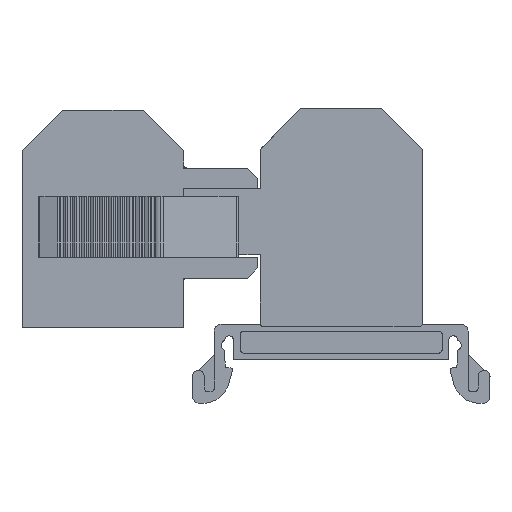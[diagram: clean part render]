
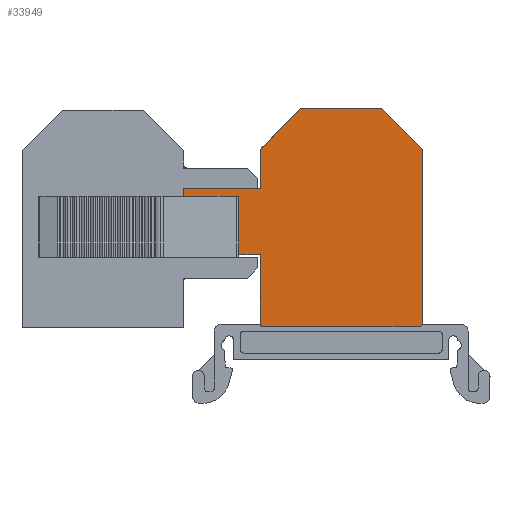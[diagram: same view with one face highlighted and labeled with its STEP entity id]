
A CAD part, front view. The second image highlights one B-rep face of the part: STEP entity #33949.
In plain terms, the highlighted planar face has unit normal (0, -1, 0).
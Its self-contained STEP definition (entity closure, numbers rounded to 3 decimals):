
#1081=CIRCLE('',#35847,0.3);
#1082=CIRCLE('',#35848,0.3);
#4985=ORIENTED_EDGE('',*,*,#11279,.F.);
#4986=ORIENTED_EDGE('',*,*,#9707,.T.);
#4987=ORIENTED_EDGE('',*,*,#11118,.T.);
#4988=ORIENTED_EDGE('',*,*,#11280,.F.);
#4989=ORIENTED_EDGE('',*,*,#11281,.T.);
#4990=ORIENTED_EDGE('',*,*,#11282,.F.);
#4991=ORIENTED_EDGE('',*,*,#11283,.F.);
#4992=ORIENTED_EDGE('',*,*,#11284,.F.);
#4993=ORIENTED_EDGE('',*,*,#11285,.F.);
#4994=ORIENTED_EDGE('',*,*,#11286,.F.);
#4995=ORIENTED_EDGE('',*,*,#11126,.T.);
#4996=ORIENTED_EDGE('',*,*,#9720,.T.);
#4997=ORIENTED_EDGE('',*,*,#11287,.F.);
#4998=ORIENTED_EDGE('',*,*,#11288,.F.);
#4999=ORIENTED_EDGE('',*,*,#11289,.F.);
#5000=ORIENTED_EDGE('',*,*,#11290,.F.);
#5001=ORIENTED_EDGE('',*,*,#11291,.F.);
#5002=ORIENTED_EDGE('',*,*,#11292,.F.);
#5003=ORIENTED_EDGE('',*,*,#11293,.F.);
#5004=ORIENTED_EDGE('',*,*,#11294,.F.);
#5005=ORIENTED_EDGE('',*,*,#11295,.F.);
#5006=ORIENTED_EDGE('',*,*,#11296,.F.);
#9707=EDGE_CURVE('',#13454,#13453,#15795,.T.);
#9720=EDGE_CURVE('',#13466,#13465,#15806,.T.);
#11118=EDGE_CURVE('',#13453,#14344,#16736,.T.);
#11126=EDGE_CURVE('',#14346,#13466,#16744,.T.);
#11279=EDGE_CURVE('',#13454,#14444,#16860,.T.);
#11280=EDGE_CURVE('',#14445,#14344,#16861,.T.);
#11281=EDGE_CURVE('',#14445,#14446,#16862,.T.);
#11282=EDGE_CURVE('',#14447,#14446,#16863,.T.);
#11283=EDGE_CURVE('',#14448,#14447,#16864,.T.);
#11284=EDGE_CURVE('',#14449,#14448,#16865,.T.);
#11285=EDGE_CURVE('',#14450,#14449,#16866,.T.);
#11286=EDGE_CURVE('',#14346,#14450,#16867,.T.);
#11287=EDGE_CURVE('',#14451,#13465,#16868,.T.);
#11288=EDGE_CURVE('',#14452,#14451,#16869,.T.);
#11289=EDGE_CURVE('',#14453,#14452,#1081,.T.);
#11290=EDGE_CURVE('',#14454,#14453,#16870,.T.);
#11291=EDGE_CURVE('',#14455,#14454,#1082,.T.);
#11292=EDGE_CURVE('',#14456,#14455,#16871,.T.);
#11293=EDGE_CURVE('',#14457,#14456,#16872,.T.);
#11294=EDGE_CURVE('',#14458,#14457,#16873,.T.);
#11295=EDGE_CURVE('',#14459,#14458,#16874,.T.);
#11296=EDGE_CURVE('',#14444,#14459,#16875,.T.);
#13453=VERTEX_POINT('',#45557);
#13454=VERTEX_POINT('',#45559);
#13465=VERTEX_POINT('',#45583);
#13466=VERTEX_POINT('',#45585);
#14344=VERTEX_POINT('',#48518);
#14346=VERTEX_POINT('',#48529);
#14444=VERTEX_POINT('',#48833);
#14445=VERTEX_POINT('',#48835);
#14446=VERTEX_POINT('',#48837);
#14447=VERTEX_POINT('',#48839);
#14448=VERTEX_POINT('',#48841);
#14449=VERTEX_POINT('',#48843);
#14450=VERTEX_POINT('',#48845);
#14451=VERTEX_POINT('',#48848);
#14452=VERTEX_POINT('',#48850);
#14453=VERTEX_POINT('',#48852);
#14454=VERTEX_POINT('',#48854);
#14455=VERTEX_POINT('',#48856);
#14456=VERTEX_POINT('',#48858);
#14457=VERTEX_POINT('',#48860);
#14458=VERTEX_POINT('',#48862);
#14459=VERTEX_POINT('',#48864);
#15795=LINE('',#45558,#18621);
#15806=LINE('',#45584,#18632);
#16736=LINE('',#48519,#19562);
#16744=LINE('',#48528,#19570);
#16860=LINE('',#48832,#19686);
#16861=LINE('',#48834,#19687);
#16862=LINE('',#48836,#19688);
#16863=LINE('',#48838,#19689);
#16864=LINE('',#48840,#19690);
#16865=LINE('',#48842,#19691);
#16866=LINE('',#48844,#19692);
#16867=LINE('',#48846,#19693);
#16868=LINE('',#48847,#19694);
#16869=LINE('',#48849,#19695);
#16870=LINE('',#48853,#19696);
#16871=LINE('',#48857,#19697);
#16872=LINE('',#48859,#19698);
#16873=LINE('',#48861,#19699);
#16874=LINE('',#48863,#19700);
#16875=LINE('',#48865,#19701);
#18621=VECTOR('',#37951,1000.);
#18632=VECTOR('',#37968,1000.);
#19562=VECTOR('',#40710,1000.);
#19570=VECTOR('',#40718,1000.);
#19686=VECTOR('',#41014,1000.);
#19687=VECTOR('',#41015,1000.);
#19688=VECTOR('',#41016,1000.);
#19689=VECTOR('',#41017,1000.);
#19690=VECTOR('',#41018,1000.);
#19691=VECTOR('',#41019,1000.);
#19692=VECTOR('',#41020,1000.);
#19693=VECTOR('',#41021,1000.);
#19694=VECTOR('',#41022,1000.);
#19695=VECTOR('',#41023,1000.);
#19696=VECTOR('',#41026,1000.);
#19697=VECTOR('',#41029,1000.);
#19698=VECTOR('',#41030,1000.);
#19699=VECTOR('',#41031,1000.);
#19700=VECTOR('',#41032,1000.);
#19701=VECTOR('',#41033,1000.);
#21472=EDGE_LOOP('',(#4985,#4986,#4987,#4988,#4989,#4990,#4991,#4992,#4993,
#4994,#4995,#4996,#4997,#4998,#4999,#5000,#5001,#5002,#5003,#5004,#5005,
#5006));
#22812=FACE_BOUND('',#21472,.T.);
#23907=PLANE('',#35846);
#33949=ADVANCED_FACE('',(#22812),#23907,.F.);
#35846=AXIS2_PLACEMENT_3D('',#48831,#41012,#41013);
#35847=AXIS2_PLACEMENT_3D('',#48851,#41024,#41025);
#35848=AXIS2_PLACEMENT_3D('',#48855,#41027,#41028);
#37951=DIRECTION('',(0.,0.,-1.));
#37968=DIRECTION('',(0.,0.,1.));
#40710=DIRECTION('',(1.,0.,0.));
#40718=DIRECTION('',(1.,0.,0.));
#41012=DIRECTION('',(0.,1.,0.));
#41013=DIRECTION('',(0.,0.,1.));
#41014=DIRECTION('',(1.,0.,0.));
#41015=DIRECTION('',(0.,0.,-1.));
#41016=DIRECTION('',(-1.,0.,0.));
#41017=DIRECTION('',(0.,0.,-1.));
#41018=DIRECTION('',(-1.,0.,0.));
#41019=DIRECTION('',(0.,0.,-1.));
#41020=DIRECTION('',(-1.,0.,0.));
#41021=DIRECTION('',(0.,0.,1.));
#41022=DIRECTION('',(-1.,0.,0.));
#41023=DIRECTION('',(0.,0.,1.));
#41024=DIRECTION('',(0.,1.,0.));
#41025=DIRECTION('',(1.,0.,0.));
#41026=DIRECTION('',(-1.,0.,0.));
#41027=DIRECTION('',(0.,1.,0.));
#41028=DIRECTION('',(1.,0.,0.));
#41029=DIRECTION('',(0.,0.,-1.));
#41030=DIRECTION('',(0.707,0.,-0.707));
#41031=DIRECTION('',(1.,0.,0.));
#41032=DIRECTION('',(0.707,0.,0.707));
#41033=DIRECTION('',(0.,0.,1.));
#45557=CARTESIAN_POINT('',(-17.5,-49.963,-6.7));
#45558=CARTESIAN_POINT('',(-17.5,-49.963,-6.7));
#45559=CARTESIAN_POINT('',(-17.5,-49.963,3.472));
#45583=CARTESIAN_POINT('',(-9.347,-49.963,-6.328));
#45584=CARTESIAN_POINT('',(-9.347,-49.963,-6.328));
#45585=CARTESIAN_POINT('',(-9.347,-49.963,-6.7));
#48518=CARTESIAN_POINT('',(-12.223,-49.963,-6.7));
#48519=CARTESIAN_POINT('',(-17.5,-49.963,-6.7));
#48528=CARTESIAN_POINT('',(-17.5,-49.963,-6.7));
#48529=CARTESIAN_POINT('',(-10.385,-49.963,-6.7));
#48831=CARTESIAN_POINT('',(17.557,-49.963,-16.638));
#48832=CARTESIAN_POINT('',(-15.743,-49.963,3.472));
#48833=CARTESIAN_POINT('',(-6.143,-49.963,3.472));
#48834=CARTESIAN_POINT('',(-12.223,-49.963,2.3));
#48835=CARTESIAN_POINT('',(-12.223,-49.963,-4.928));
#48836=CARTESIAN_POINT('',(-12.116,-49.963,-4.928));
#48837=CARTESIAN_POINT('',(-14.893,-49.963,-4.928));
#48838=CARTESIAN_POINT('',(-14.893,-49.963,2.072));
#48839=CARTESIAN_POINT('',(-14.893,-49.963,2.072));
#48840=CARTESIAN_POINT('',(-12.116,-49.963,2.072));
#48841=CARTESIAN_POINT('',(-12.223,-49.963,2.072));
#48842=CARTESIAN_POINT('',(-12.223,-49.963,2.3));
#48843=CARTESIAN_POINT('',(-12.223,-49.963,2.3));
#48844=CARTESIAN_POINT('',(-22.482,-49.963,2.3));
#48845=CARTESIAN_POINT('',(-10.385,-49.963,2.3));
#48846=CARTESIAN_POINT('',(-10.385,-49.963,-6.7));
#48847=CARTESIAN_POINT('',(-6.143,-49.963,-6.328));
#48848=CARTESIAN_POINT('',(-6.143,-49.963,-6.328));
#48849=CARTESIAN_POINT('',(-6.143,-49.963,-16.638));
#48850=CARTESIAN_POINT('',(-6.143,-49.963,-16.638));
#48851=CARTESIAN_POINT('',(-5.843,-49.963,-16.638));
#48852=CARTESIAN_POINT('',(-5.843,-49.963,-16.938));
#48853=CARTESIAN_POINT('',(17.557,-49.963,-16.938));
#48854=CARTESIAN_POINT('',(17.557,-49.963,-16.938));
#48855=CARTESIAN_POINT('',(17.557,-49.963,-16.638));
#48856=CARTESIAN_POINT('',(17.857,-49.963,-16.638));
#48857=CARTESIAN_POINT('',(17.857,-49.963,9.322));
#48858=CARTESIAN_POINT('',(17.857,-49.963,9.322));
#48859=CARTESIAN_POINT('',(11.857,-49.963,15.322));
#48860=CARTESIAN_POINT('',(11.857,-49.963,15.322));
#48861=CARTESIAN_POINT('',(-0.143,-49.963,15.322));
#48862=CARTESIAN_POINT('',(-0.143,-49.963,15.322));
#48863=CARTESIAN_POINT('',(-6.143,-49.963,9.322));
#48864=CARTESIAN_POINT('',(-6.143,-49.963,9.322));
#48865=CARTESIAN_POINT('',(-6.143,-49.963,3.472));
